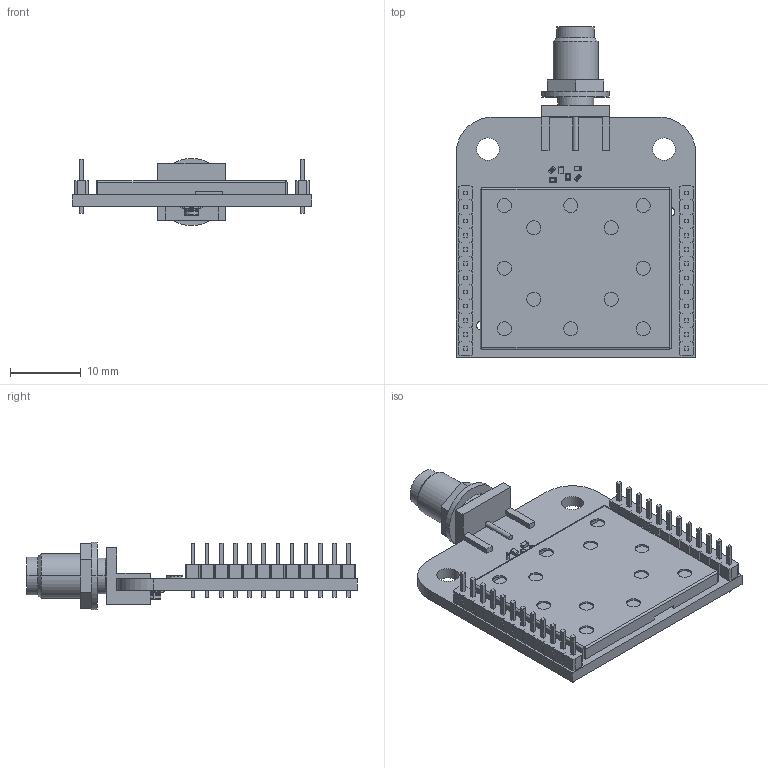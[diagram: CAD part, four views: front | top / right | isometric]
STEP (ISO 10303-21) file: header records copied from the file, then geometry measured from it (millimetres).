
FILE_DESCRIPTION(('Open CASCADE Model'),'2;1');
FILE_NAME('Open CASCADE Shape Model','2016-05-11T15:33:26',('Author'),( 'Open CASCADE'),'Open CASCADE STEP processor 6.8','Open CASCADE 6.8' ,'Unknown');
FILE_SCHEMA(('AUTOMOTIVE_DESIGN { 1 0 10303 214 1 1 1 1 }'));
Length unit declared in the file: millimetre
Products named in the file (20): PCB; Board114-002216; L3114-002216; Inductor_0402; L2114-002216; J4114-002216; MAJOR_LEAGUE_ELECTRONICS_TTSHC-212-S-02-120-GT-LF; S1114-002216; SHLD001; J2114-002216; Emerson_142-4701-801; J1114-002216; HIROSE_U.FL-R-SMT-1(01); J3114-002216; C20114-002216; 0402_SMD_Capacitor_JS; D1114-002216; SOD-882; D2114-002216; C21114-002216
Assembly tree (23 placements, depth 3):
  PCB
    Board114-002216
    L3114-002216
      Inductor_0402
    L2114-002216
      Inductor_0402
    J4114-002216
      MAJOR_LEAGUE_ELECTRONICS_TTSHC-212-S-02-120-GT-LF
    S1114-002216
      SHLD001
    J2114-002216
      Emerson_142-4701-801
    J1114-002216
      HIROSE_U.FL-R-SMT-1(01)
    J3114-002216
      MAJOR_LEAGUE_ELECTRONICS_TTSHC-212-S-02-120-GT-LF
    C20114-002216
      0402_SMD_Capacitor_JS
    D1114-002216
      SOD-882
    D2114-002216
      SOD-882
    C21114-002216
      0402_SMD_Capacitor_JS
Bounding box: 33.86 x 46.63 x 9.53 mm (x, y, z)
Volume: 2693 mm3; surface area: 5667.4 mm2
Topology: 18 solids, 18 shells, 1081 faces, 2724 edges, 1734 vertices
Faces by surface type: plane 765, cylinder 180, bspline 102, sphere 18, cone 14, revolution 2
Full cylindrical faces by diameter (mm): 0.838 x24, 1.27 x2, 3.175 x2
Entity records: 66343 total; most frequent: CARTESIAN_POINT 31114, DIRECTION 5511, LINE 3543, VECTOR 3543, ORIENTED_EDGE 3314, PCURVE 3314, DEFINITIONAL_REPRESENTATION 3314, EDGE_CURVE 1657
